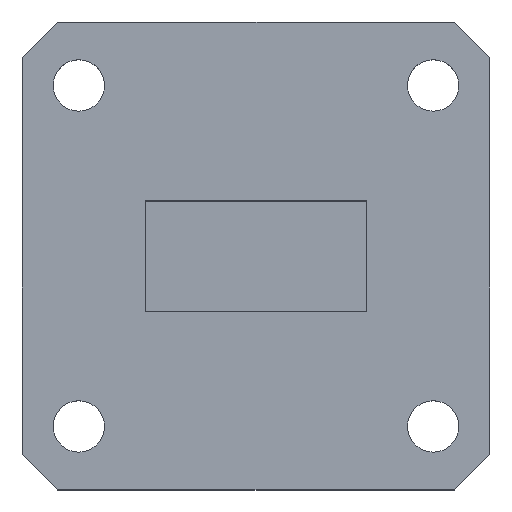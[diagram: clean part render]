
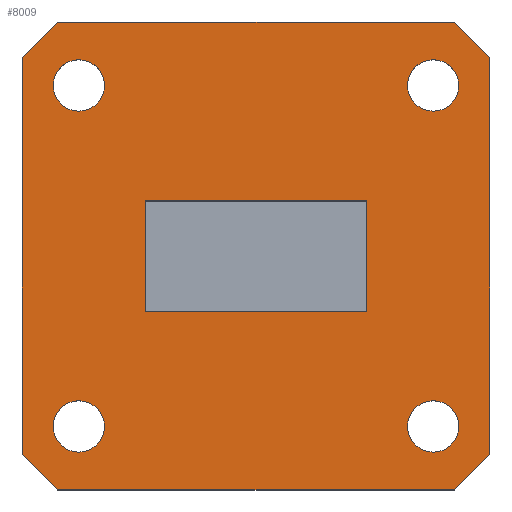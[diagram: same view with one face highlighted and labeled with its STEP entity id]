
A CAD part, top view. The second image highlights one B-rep face of the part: STEP entity #8009.
In plain terms, the highlighted planar face has unit normal (0, 0, 1).
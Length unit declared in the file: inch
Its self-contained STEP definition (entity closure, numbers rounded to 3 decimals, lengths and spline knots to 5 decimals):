
#14 = DIRECTION ( 'NONE',  ( 0., -1., 0. ) ) ;
#49 = LINE ( 'NONE', #7409, #4832 ) ;
#67 = DIRECTION ( 'NONE',  ( 0., 0., 1. ) ) ;
#128 = DIRECTION ( 'NONE',  ( -1., 0., 0. ) ) ;
#205 = EDGE_CURVE ( 'NONE', #3840, #5113, #5797, .T. ) ;
#209 = DIRECTION ( 'NONE',  ( -1., 0., 0. ) ) ;
#423 = CIRCLE ( 'NONE', #8038, 0.072 ) ;
#448 = CIRCLE ( 'NONE', #5441, 0.072 ) ;
#533 = DIRECTION ( 'NONE',  ( 0.707, -0.707, 0. ) ) ;
#562 = LINE ( 'NONE', #2736, #4327 ) ;
#590 = CARTESIAN_POINT ( 'NONE',  ( -0.556, 0.656, 0. ) ) ;
#709 = DIRECTION ( 'NONE',  ( 1., 0., 0. ) ) ;
#743 = DIRECTION ( 'NONE',  ( 1., 0., 0. ) ) ;
#744 = VECTOR ( 'NONE', #1683, 39.37008 ) ;
#763 = EDGE_CURVE ( 'NONE', #4249, #5846, #3634, .T. ) ;
#813 = FACE_BOUND ( 'NONE', #7234, .T. ) ;
#837 = CARTESIAN_POINT ( 'NONE',  ( 0.569, -0.478, 0. ) ) ;
#851 = CARTESIAN_POINT ( 'NONE',  ( -0.556, -0.656, 0. ) ) ;
#895 = ORIENTED_EDGE ( 'NONE', *, *, #2236, .F. ) ;
#899 = CARTESIAN_POINT ( 'NONE',  ( 0.569, 0.478, 0. ) ) ;
#922 = FACE_BOUND ( 'NONE', #7879, .T. ) ;
#936 = CARTESIAN_POINT ( 'NONE',  ( -0.656, 0.556, 0. ) ) ;
#1068 = VECTOR ( 'NONE', #8329, 39.37008 ) ;
#1141 = EDGE_CURVE ( 'NONE', #4508, #7336, #5887, .T. ) ;
#1245 = ORIENTED_EDGE ( 'NONE', *, *, #4931, .F. ) ;
#1268 = VERTEX_POINT ( 'NONE', #4154 ) ;
#1333 = CARTESIAN_POINT ( 'NONE',  ( 0.311, -0.1555, 0. ) ) ;
#1387 = VERTEX_POINT ( 'NONE', #4075 ) ;
#1444 = DIRECTION ( 'NONE',  ( 1., 0., 0. ) ) ;
#1481 = CARTESIAN_POINT ( 'NONE',  ( -0.656, -0.656, 0. ) ) ;
#1509 = CARTESIAN_POINT ( 'NONE',  ( 0.497, 0.478, 0. ) ) ;
#1683 = DIRECTION ( 'NONE',  ( -0.707, 0.707, 0. ) ) ;
#1741 = EDGE_LOOP ( 'NONE', ( #4170, #4768, #8135, #5773, #5400, #4866, #4017, #3677 ) ) ;
#2059 = VECTOR ( 'NONE', #2410, 39.37008 ) ;
#2236 = EDGE_CURVE ( 'NONE', #3478, #3478, #5355, .T. ) ;
#2249 = LINE ( 'NONE', #4684, #3584 ) ;
#2278 = CARTESIAN_POINT ( 'NONE',  ( 0.556, -0.656, 0. ) ) ;
#2348 = FACE_BOUND ( 'NONE', #8200, .T. ) ;
#2388 = CARTESIAN_POINT ( 'NONE',  ( 0.656, -0.656, 0. ) ) ;
#2410 = DIRECTION ( 'NONE',  ( -1., 0., 0. ) ) ;
#2447 = ORIENTED_EDGE ( 'NONE', *, *, #4981, .F. ) ;
#2567 = LINE ( 'NONE', #1481, #6362 ) ;
#2592 = VERTEX_POINT ( 'NONE', #3182 ) ;
#2604 = AXIS2_PLACEMENT_3D ( 'NONE', #5334, #67, #709 ) ;
#2612 = ORIENTED_EDGE ( 'NONE', *, *, #7936, .F. ) ;
#2736 = CARTESIAN_POINT ( 'NONE',  ( -0.311, -0.1555, 0. ) ) ;
#2815 = ORIENTED_EDGE ( 'NONE', *, *, #2900, .F. ) ;
#2900 = EDGE_CURVE ( 'NONE', #3146, #1387, #49, .T. ) ;
#2994 = LINE ( 'NONE', #2278, #3827 ) ;
#3083 = DIRECTION ( 'NONE',  ( 0., 1., 0. ) ) ;
#3145 = EDGE_CURVE ( 'NONE', #6658, #6658, #5049, .T. ) ;
#3146 = VERTEX_POINT ( 'NONE', #1333 ) ;
#3182 = CARTESIAN_POINT ( 'NONE',  ( -0.656, -0.556, 0. ) ) ;
#3238 = VECTOR ( 'NONE', #14, 39.37008 ) ;
#3251 = ORIENTED_EDGE ( 'NONE', *, *, #7335, .F. ) ;
#3282 = VERTEX_POINT ( 'NONE', #899 ) ;
#3318 = LINE ( 'NONE', #3459, #4123 ) ;
#3458 = PLANE ( 'NONE',  #4203 ) ;
#3459 = CARTESIAN_POINT ( 'NONE',  ( -0.656, -0.656, 0. ) ) ;
#3478 = VERTEX_POINT ( 'NONE', #837 ) ;
#3515 = CARTESIAN_POINT ( 'NONE',  ( -0.311, 0.1555, 0. ) ) ;
#3584 = VECTOR ( 'NONE', #209, 39.37008 ) ;
#3634 = LINE ( 'NONE', #6572, #3238 ) ;
#3670 = CARTESIAN_POINT ( 'NONE',  ( 0.656, 0.556, 0. ) ) ;
#3677 = ORIENTED_EDGE ( 'NONE', *, *, #205, .T. ) ;
#3793 = EDGE_LOOP ( 'NONE', ( #6039 ) ) ;
#3795 = EDGE_CURVE ( 'NONE', #2592, #7897, #5678, .T. ) ;
#3827 = VECTOR ( 'NONE', #6871, 39.37008 ) ;
#3840 = VERTEX_POINT ( 'NONE', #590 ) ;
#4017 = ORIENTED_EDGE ( 'NONE', *, *, #7270, .T. ) ;
#4075 = CARTESIAN_POINT ( 'NONE',  ( 0.311, 0.1555, 0. ) ) ;
#4123 = VECTOR ( 'NONE', #4765, 39.37008 ) ;
#4152 = CARTESIAN_POINT ( 'NONE',  ( -0.425, -0.478, 0. ) ) ;
#4154 = CARTESIAN_POINT ( 'NONE',  ( 0.556, 0.656, 0. ) ) ;
#4170 = ORIENTED_EDGE ( 'NONE', *, *, #4212, .T. ) ;
#4203 = AXIS2_PLACEMENT_3D ( 'NONE', #7945, #8030, #128 ) ;
#4212 = EDGE_CURVE ( 'NONE', #5113, #2592, #3318, .T. ) ;
#4249 = VERTEX_POINT ( 'NONE', #3515 ) ;
#4327 = VECTOR ( 'NONE', #1444, 39.37008 ) ;
#4508 = VERTEX_POINT ( 'NONE', #7000 ) ;
#4565 = AXIS2_PLACEMENT_3D ( 'NONE', #6836, #5494, #4955 ) ;
#4601 = ORIENTED_EDGE ( 'NONE', *, *, #763, .F. ) ;
#4684 = CARTESIAN_POINT ( 'NONE',  ( -0.311, 0.1555, 0. ) ) ;
#4765 = DIRECTION ( 'NONE',  ( 0., -1., 0. ) ) ;
#4768 = ORIENTED_EDGE ( 'NONE', *, *, #3795, .T. ) ;
#4832 = VECTOR ( 'NONE', #8143, 39.37008 ) ;
#4837 = EDGE_LOOP ( 'NONE', ( #895 ) ) ;
#4866 = ORIENTED_EDGE ( 'NONE', *, *, #5682, .T. ) ;
#4931 = EDGE_CURVE ( 'NONE', #5846, #3146, #562, .T. ) ;
#4949 = CARTESIAN_POINT ( 'NONE',  ( -0.497, 0.478, 0. ) ) ;
#4955 = DIRECTION ( 'NONE',  ( 1., 0., 0. ) ) ;
#4980 = DIRECTION ( 'NONE',  ( 0., 0., 1. ) ) ;
#4981 = EDGE_CURVE ( 'NONE', #3282, #3282, #448, .T. ) ;
#5049 = CIRCLE ( 'NONE', #2604, 0.072 ) ;
#5068 = VECTOR ( 'NONE', #533, 39.37008 ) ;
#5069 = VECTOR ( 'NONE', #3083, 39.37008 ) ;
#5113 = VERTEX_POINT ( 'NONE', #936 ) ;
#5323 = FACE_BOUND ( 'NONE', #3793, .T. ) ;
#5334 = CARTESIAN_POINT ( 'NONE',  ( -0.497, -0.478, 0. ) ) ;
#5355 = CIRCLE ( 'NONE', #4565, 0.072 ) ;
#5394 = CARTESIAN_POINT ( 'NONE',  ( 0.656, 0.556, 0. ) ) ;
#5400 = ORIENTED_EDGE ( 'NONE', *, *, #1141, .T. ) ;
#5441 = AXIS2_PLACEMENT_3D ( 'NONE', #1509, #6081, #7364 ) ;
#5494 = DIRECTION ( 'NONE',  ( 0., 0., 1. ) ) ;
#5517 = CARTESIAN_POINT ( 'NONE',  ( -0.425, 0.478, 0. ) ) ;
#5613 = EDGE_CURVE ( 'NONE', #6306, #4508, #2994, .T. ) ;
#5637 = DIRECTION ( 'NONE',  ( 1., 0., 0. ) ) ;
#5678 = LINE ( 'NONE', #7780, #5068 ) ;
#5682 = EDGE_CURVE ( 'NONE', #7336, #1268, #6056, .T. ) ;
#5733 = VERTEX_POINT ( 'NONE', #5517 ) ;
#5773 = ORIENTED_EDGE ( 'NONE', *, *, #5613, .T. ) ;
#5797 = LINE ( 'NONE', #6464, #1068 ) ;
#5840 = FACE_OUTER_BOUND ( 'NONE', #1741, .T. ) ;
#5846 = VERTEX_POINT ( 'NONE', #6527 ) ;
#5887 = LINE ( 'NONE', #2388, #5069 ) ;
#6039 = ORIENTED_EDGE ( 'NONE', *, *, #3145, .F. ) ;
#6056 = LINE ( 'NONE', #5394, #744 ) ;
#6081 = DIRECTION ( 'NONE',  ( 0., 0., 1. ) ) ;
#6306 = VERTEX_POINT ( 'NONE', #7592 ) ;
#6362 = VECTOR ( 'NONE', #743, 39.37008 ) ;
#6464 = CARTESIAN_POINT ( 'NONE',  ( -0.556, 0.656, 0. ) ) ;
#6470 = FACE_BOUND ( 'NONE', #4837, .T. ) ;
#6527 = CARTESIAN_POINT ( 'NONE',  ( -0.311, -0.1555, 0. ) ) ;
#6572 = CARTESIAN_POINT ( 'NONE',  ( -0.311, -0.1555, 0. ) ) ;
#6658 = VERTEX_POINT ( 'NONE', #4152 ) ;
#6836 = CARTESIAN_POINT ( 'NONE',  ( 0.497, -0.478, 0. ) ) ;
#6871 = DIRECTION ( 'NONE',  ( 0.707, 0.707, 0. ) ) ;
#7000 = CARTESIAN_POINT ( 'NONE',  ( 0.656, -0.556, 0. ) ) ;
#7234 = EDGE_LOOP ( 'NONE', ( #2447 ) ) ;
#7270 = EDGE_CURVE ( 'NONE', #1268, #3840, #7785, .T. ) ;
#7335 = EDGE_CURVE ( 'NONE', #5733, #5733, #423, .T. ) ;
#7336 = VERTEX_POINT ( 'NONE', #3670 ) ;
#7364 = DIRECTION ( 'NONE',  ( 1., 0., 0. ) ) ;
#7409 = CARTESIAN_POINT ( 'NONE',  ( 0.311, -0.1555, 0. ) ) ;
#7592 = CARTESIAN_POINT ( 'NONE',  ( 0.556, -0.656, 0. ) ) ;
#7780 = CARTESIAN_POINT ( 'NONE',  ( -0.656, -0.556, 0. ) ) ;
#7785 = LINE ( 'NONE', #8194, #2059 ) ;
#7879 = EDGE_LOOP ( 'NONE', ( #2612, #2815, #1245, #4601 ) ) ;
#7897 = VERTEX_POINT ( 'NONE', #851 ) ;
#7936 = EDGE_CURVE ( 'NONE', #1387, #4249, #2249, .T. ) ;
#7945 = CARTESIAN_POINT ( 'NONE',  ( 0., 0., 0. ) ) ;
#7996 = EDGE_CURVE ( 'NONE', #7897, #6306, #2567, .T. ) ;
#8009 = ADVANCED_FACE ( 'NONE', ( #922, #5323, #6470, #813, #2348, #5840 ), #3458, .F. ) ;
#8030 = DIRECTION ( 'NONE',  ( 0., 0., -1. ) ) ;
#8038 = AXIS2_PLACEMENT_3D ( 'NONE', #4949, #4980, #5637 ) ;
#8135 = ORIENTED_EDGE ( 'NONE', *, *, #7996, .T. ) ;
#8143 = DIRECTION ( 'NONE',  ( 0., 1., 0. ) ) ;
#8194 = CARTESIAN_POINT ( 'NONE',  ( -0.656, 0.656, 0. ) ) ;
#8200 = EDGE_LOOP ( 'NONE', ( #3251 ) ) ;
#8329 = DIRECTION ( 'NONE',  ( -0.707, -0.707, 0. ) ) ;
